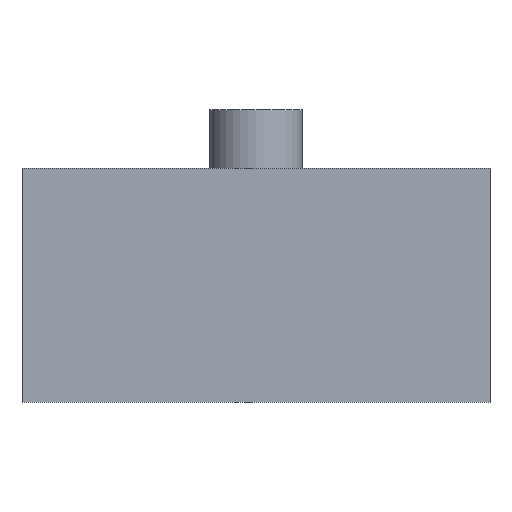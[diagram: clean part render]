
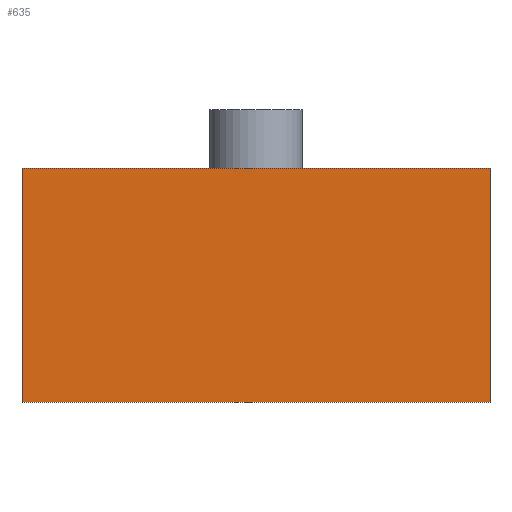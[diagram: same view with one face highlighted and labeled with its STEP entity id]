
A CAD part, front view. The second image highlights one B-rep face of the part: STEP entity #635.
In plain terms, the highlighted planar face has unit normal (0, -1, 0).
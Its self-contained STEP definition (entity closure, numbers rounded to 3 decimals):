
#54=LINE('',#1114,#88);
#62=LINE('',#1129,#96);
#63=LINE('',#1131,#97);
#64=LINE('',#1132,#98);
#88=VECTOR('',#896,10.);
#96=VECTOR('',#908,10.);
#97=VECTOR('',#911,10.);
#98=VECTOR('',#912,10.);
#113=PLANE('',#727);
#144=FACE_OUTER_BOUND('',#195,.T.);
#195=EDGE_LOOP('',(#529,#530,#531,#532));
#314=VERTEX_POINT('',#1110);
#316=VERTEX_POINT('',#1113);
#320=VERTEX_POINT('',#1125);
#321=VERTEX_POINT('',#1127);
#391=EDGE_CURVE('',#314,#316,#54,.T.);
#399=EDGE_CURVE('',#320,#321,#62,.T.);
#400=EDGE_CURVE('',#320,#314,#63,.T.);
#401=EDGE_CURVE('',#316,#321,#64,.T.);
#529=ORIENTED_EDGE('',*,*,#400,.F.);
#530=ORIENTED_EDGE('',*,*,#399,.T.);
#531=ORIENTED_EDGE('',*,*,#401,.F.);
#532=ORIENTED_EDGE('',*,*,#391,.F.);
#635=ADVANCED_FACE('',(#144),#113,.T.);
#727=AXIS2_PLACEMENT_3D('',#1130,#909,#910);
#896=DIRECTION('',(0.,0.,1.));
#908=DIRECTION('',(0.,0.,1.));
#909=DIRECTION('center_axis',(0.,-1.,0.));
#910=DIRECTION('ref_axis',(1.,0.,0.));
#911=DIRECTION('',(-1.,0.,0.));
#912=DIRECTION('',(1.,0.,0.));
#1110=CARTESIAN_POINT('',(0.,-230.,0.));
#1113=CARTESIAN_POINT('',(0.,-230.,10.));
#1114=CARTESIAN_POINT('',(0.,-230.,0.));
#1125=CARTESIAN_POINT('',(20.,-230.,0.));
#1127=CARTESIAN_POINT('',(20.,-230.,10.));
#1129=CARTESIAN_POINT('',(20.,-230.,0.));
#1130=CARTESIAN_POINT('Origin',(0.,-230.,0.));
#1131=CARTESIAN_POINT('',(20.,-230.,0.));
#1132=CARTESIAN_POINT('',(20.,-230.,10.));
